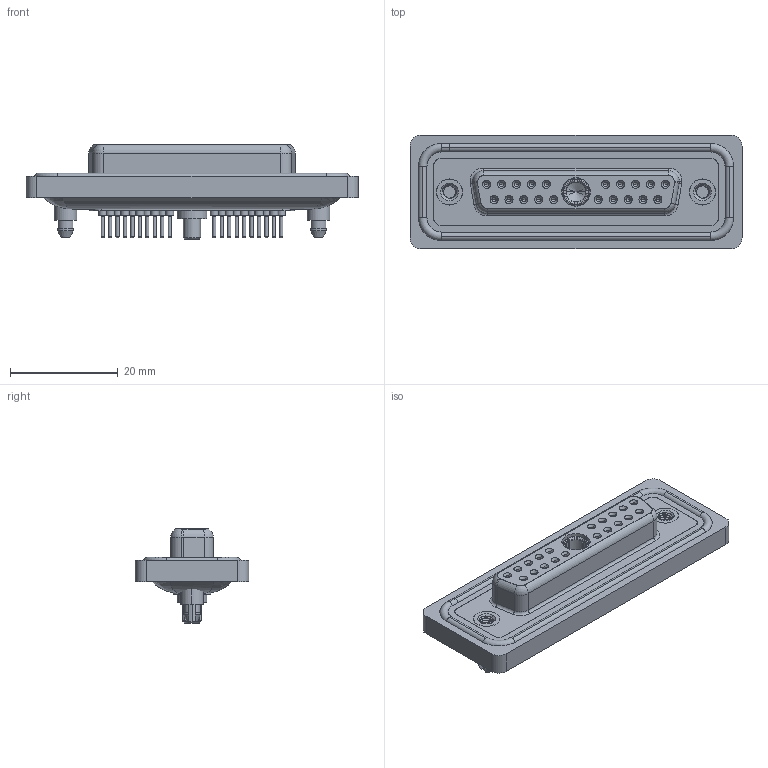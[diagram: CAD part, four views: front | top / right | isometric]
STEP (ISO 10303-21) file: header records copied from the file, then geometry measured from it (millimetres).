
FILE_DESCRIPTION (( 'STEP AP203' ), '1' );
FILE_NAME ('628W21W1324-3ND.STEP', '2024-04-09T22:19:08', ( '' ), ( '' ), 'SwSTEP 2.0', 'SolidWorks 2023', '' );
FILE_SCHEMA (( 'CONFIG_CONTROL_DESIGN' ));
Length unit declared in the file: millimetre
Products named in the file (9): 628Combo Shell Front_25 Contacts; 628Combo Contact Row 2_24; 628Combo Shell Rear_25 Contacts; 628Combo Threaded Boardlock_D; 628Combo Contact Row 1_24; 628Combo Waterproof Housing_25 Contacts; 628W21W1324-3ND; Power Socket_30A S; 628Combo Housing_21W1
Assembly tree (27 placements, depth 2):
  628W21W1324-3ND
    628Combo Housing_21W1
    628Combo Waterproof Housing_25 Contacts
    628Combo Shell Front_25 Contacts
    628Combo Shell Rear_25 Contacts
    628Combo Threaded Boardlock_D  x2
    628Combo Contact Row 1_24  x10
    628Combo Contact Row 2_24  x10
    Power Socket_30A S
Bounding box: 61.75 x 21.1 x 17.55 mm (x, y, z)
Volume: 8516.6 mm3; surface area: 14345.7 mm2
Topology: 29 solids, 29 shells, 1626 faces, 3853 edges, 2383 vertices
Faces by surface type: cylinder 639, plane 450, torus 355, cone 169, bspline 13
Entity records: 27696 total; most frequent: CARTESIAN_POINT 7021, DIRECTION 4349, ORIENTED_EDGE 3816, EDGE_CURVE 1908, AXIS2_PLACEMENT_3D 1798, VERTEX_POINT 1214, CIRCLE 973, EDGE_LOOP 950
